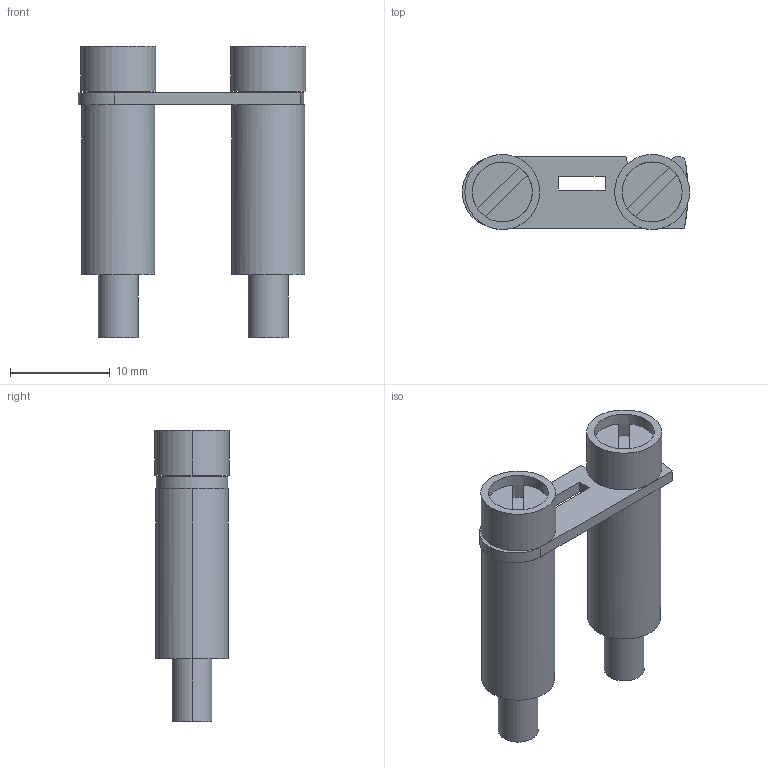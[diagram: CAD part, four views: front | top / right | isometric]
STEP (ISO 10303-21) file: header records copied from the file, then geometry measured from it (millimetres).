
FILE_DESCRIPTION(('Creo Elements/Direct Modeling STEP Export'),'2;1');
FILE_NAME('model.stp','2020-09-25T 0:16:45',(''),(''),'Creo Elements/Direct Modeling STEP processor for AP214 (Solid Model)','Creo Elements/Direct Modeling 20.1A 29-Sep-2018 (C) Parametric Technology GmbH','');
FILE_SCHEMA(('AUTOMOTIVE_DESIGN { 1 0 10303 214 1 1 1 1 }'));
Length unit declared in the file: millimetre
Products named in the file (2): SB_2_10_15-select
Assembly tree (1 placements, depth 2):
  SB_2_10_15-select
    SB_2_10_15-select
Bounding box: 22.75 x 7.5 x 29.15 mm (x, y, z)
Volume: 2071.3 mm3; surface area: 1704.9 mm2
Topology: 1 solids, 1 shells, 63 faces, 150 edges, 96 vertices
Faces by surface type: plane 37, cylinder 26
Entity records: 2174 total; most frequent: ORIENTED_EDGE 300, DIRECTION 271, CARTESIAN_POINT 265, EDGE_CURVE 150, AXIS2_PLACEMENT_3D 102, VERTEX_POINT 96, EDGE_LOOP 72, VECTOR 67
